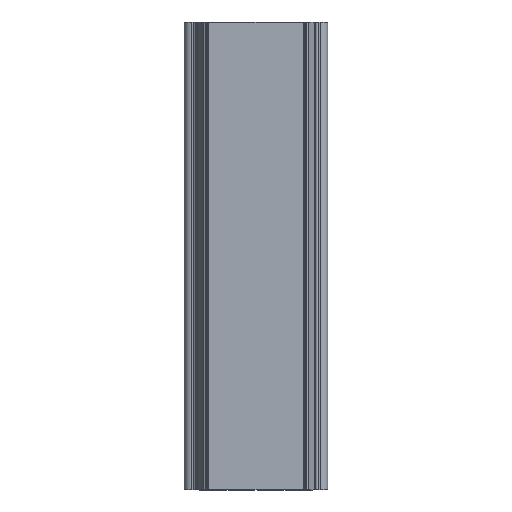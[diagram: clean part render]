
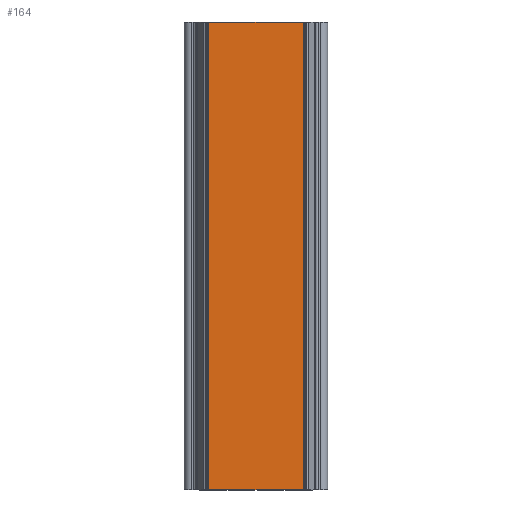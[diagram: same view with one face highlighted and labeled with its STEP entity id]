
A CAD part, top view. The second image highlights one B-rep face of the part: STEP entity #164.
In plain terms, the highlighted planar face has unit normal (0, 0, 1).
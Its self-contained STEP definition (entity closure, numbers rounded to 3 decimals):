
#164 = ADVANCED_FACE( '', ( #431 ), #432, .T. );
#431 = FACE_OUTER_BOUND( '', #798, .T. );
#432 = PLANE( '', #799 );
#798 = EDGE_LOOP( '', ( #1209, #1210, #1211, #1212 ) );
#799 = AXIS2_PLACEMENT_3D( '', #1213, #1214, #1215 );
#1209 = ORIENTED_EDGE( '', *, *, #2365, .F. );
#1210 = ORIENTED_EDGE( '', *, *, #2366, .F. );
#1211 = ORIENTED_EDGE( '', *, *, #2367, .T. );
#1212 = ORIENTED_EDGE( '', *, *, #2368, .T. );
#1213 = CARTESIAN_POINT( '', ( -12., 100., -12.465 ) );
#1214 = DIRECTION( '', ( 0., 0., 1. ) );
#1215 = DIRECTION( '', ( 0., -1., 0. ) );
#2365 = EDGE_CURVE( '', #2875, #2876, #2877, .T. );
#2366 = EDGE_CURVE( '', #2878, #2875, #2879, .T. );
#2367 = EDGE_CURVE( '', #2878, #2880, #2881, .T. );
#2368 = EDGE_CURVE( '', #2880, #2876, #2882, .T. );
#2875 = VERTEX_POINT( '', #3611 );
#2876 = VERTEX_POINT( '', #3612 );
#2877 = LINE( '', #3613, #3614 );
#2878 = VERTEX_POINT( '', #3615 );
#2879 = LINE( '', #3616, #3617 );
#2880 = VERTEX_POINT( '', #3618 );
#2881 = LINE( '', #3619, #3620 );
#2882 = LINE( '', #3621, #3622 );
#3611 = CARTESIAN_POINT( '', ( 12., 0., -12.465 ) );
#3612 = CARTESIAN_POINT( '', ( -12., 0., -12.465 ) );
#3613 = CARTESIAN_POINT( '', ( -12., 0., -12.465 ) );
#3614 = VECTOR( '', #4504, 1000. );
#3615 = CARTESIAN_POINT( '', ( 12., 100., -12.465 ) );
#3616 = CARTESIAN_POINT( '', ( 12., 100., -12.465 ) );
#3617 = VECTOR( '', #4505, 1000. );
#3618 = CARTESIAN_POINT( '', ( -12., 100., -12.465 ) );
#3619 = CARTESIAN_POINT( '', ( 12., 100., -12.465 ) );
#3620 = VECTOR( '', #4506, 1000. );
#3621 = CARTESIAN_POINT( '', ( -12., 100., -12.465 ) );
#3622 = VECTOR( '', #4507, 1000. );
#4504 = DIRECTION( '', ( -1., 0., 0. ) );
#4505 = DIRECTION( '', ( 0., -1., 0. ) );
#4506 = DIRECTION( '', ( -1., 0., 0. ) );
#4507 = DIRECTION( '', ( 0., -1., 0. ) );
